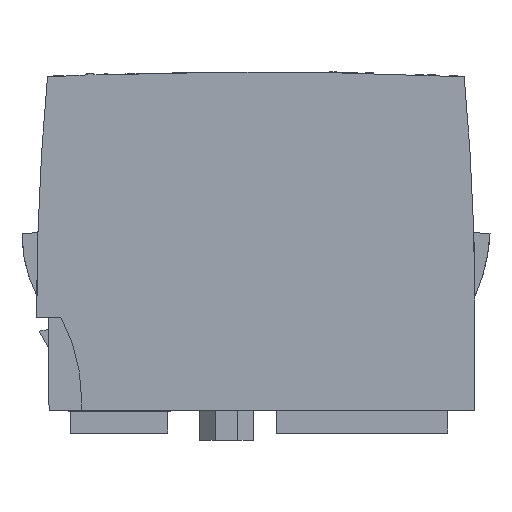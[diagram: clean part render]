
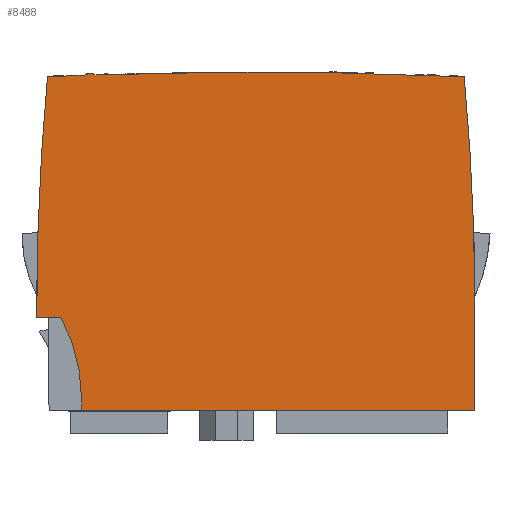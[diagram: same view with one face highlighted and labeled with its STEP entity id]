
A CAD part, left-side view. The second image highlights one B-rep face of the part: STEP entity #8488.
In plain terms, the highlighted planar face has unit normal (-1, 0, 0).
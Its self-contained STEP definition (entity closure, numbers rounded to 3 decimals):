
#7520=CIRCLE('',#30176,750.);
#7537=CIRCLE('',#30213,28.3);
#7542=CIRCLE('',#30224,391.5);
#7543=CIRCLE('',#30226,750.);
#7546=CIRCLE('',#30230,2.3);
#7548=CIRCLE('',#30233,391.5);
#8488=ADVANCED_FACE('',(#10637),#9715,.T.);
#9715=PLANE('',#30236);
#10637=FACE_OUTER_BOUND('',#11891,.T.);
#11891=EDGE_LOOP('',(#13672,#13673,#13674,#13675,#13676,#13677,#13678,#13679,
#13680,#13681,#13682));
#13672=ORIENTED_EDGE('',*,*,#21685,.F.);
#13673=ORIENTED_EDGE('',*,*,#21715,.F.);
#13674=ORIENTED_EDGE('',*,*,#21568,.F.);
#13675=ORIENTED_EDGE('',*,*,#21712,.F.);
#13676=ORIENTED_EDGE('',*,*,#21706,.F.);
#13677=ORIENTED_EDGE('',*,*,#21704,.F.);
#13678=ORIENTED_EDGE('',*,*,#21698,.F.);
#13679=ORIENTED_EDGE('',*,*,#21695,.F.);
#13680=ORIENTED_EDGE('',*,*,#21678,.F.);
#13681=ORIENTED_EDGE('',*,*,#21675,.F.);
#13682=ORIENTED_EDGE('',*,*,#21598,.F.);
#19564=VERTEX_POINT('',#37810);
#19565=VERTEX_POINT('',#37811);
#19593=VERTEX_POINT('',#37869);
#19594=VERTEX_POINT('',#37871);
#19657=VERTEX_POINT('',#38021);
#19659=VERTEX_POINT('',#38027);
#19665=VERTEX_POINT('',#38040);
#19670=VERTEX_POINT('',#38056);
#19673=VERTEX_POINT('',#38066);
#19677=VERTEX_POINT('',#38077);
#19678=VERTEX_POINT('',#38081);
#21568=EDGE_CURVE('',#19564,#19565,#7520,.T.);
#21598=EDGE_CURVE('',#19593,#19594,#24613,.T.);
#21675=EDGE_CURVE('',#19594,#19657,#24681,.T.);
#21678=EDGE_CURVE('',#19657,#19659,#7537,.T.);
#21685=EDGE_CURVE('',#19665,#19593,#24689,.T.);
#21695=EDGE_CURVE('',#19659,#19670,#24697,.T.);
#21698=EDGE_CURVE('',#19670,#19673,#24700,.T.);
#21704=EDGE_CURVE('',#19673,#19677,#7542,.T.);
#21706=EDGE_CURVE('',#19677,#19678,#7543,.T.);
#21712=EDGE_CURVE('',#19678,#19564,#7546,.T.);
#21715=EDGE_CURVE('',#19565,#19665,#7548,.T.);
#24613=LINE('',#37870,#26837);
#24681=LINE('',#38020,#26905);
#24689=LINE('',#38041,#26913);
#24697=LINE('',#38059,#26921);
#24700=LINE('',#38065,#26924);
#26837=VECTOR('',#32070,1.);
#26905=VECTOR('',#32176,1.);
#26913=VECTOR('',#32192,1.);
#26921=VECTOR('',#32210,1.);
#26924=VECTOR('',#32215,1.);
#30176=AXIS2_PLACEMENT_3D('',#37809,#32023,#32024);
#30213=AXIS2_PLACEMENT_3D('',#38026,#32182,#32183);
#30224=AXIS2_PLACEMENT_3D('',#38076,#32225,#32226);
#30226=AXIS2_PLACEMENT_3D('',#38080,#32230,#32231);
#30230=AXIS2_PLACEMENT_3D('',#38092,#32241,#32242);
#30233=AXIS2_PLACEMENT_3D('',#38098,#32248,#32249);
#30236=AXIS2_PLACEMENT_3D('',#38101,#32254,#32255);
#32023=DIRECTION('',(1.,0.,0.));
#32024=DIRECTION('',(0.,0.034,0.999));
#32070=DIRECTION('',(0.,1.,0.));
#32176=DIRECTION('',(0.,0.,1.));
#32182=DIRECTION('',(-1.,0.,0.));
#32183=DIRECTION('',(0.,-0.884,0.467));
#32192=DIRECTION('',(0.,0.,-1.));
#32210=DIRECTION('',(0.,1.,0.));
#32215=DIRECTION('',(0.,0.,1.));
#32225=DIRECTION('',(1.,0.,0.));
#32226=DIRECTION('',(0.,1.,0.));
#32230=DIRECTION('',(1.,0.,0.));
#32231=DIRECTION('',(0.,0.043,0.999));
#32241=DIRECTION('',(1.,0.,0.));
#32242=DIRECTION('',(0.,0.431,0.902));
#32248=DIRECTION('',(1.,0.,0.));
#32249=DIRECTION('',(0.,-0.996,0.09));
#32254=DIRECTION('',(-1.,0.,0.));
#32255=DIRECTION('',(0.,0.,1.));
#37809=CARTESIAN_POINT('',(-10.,2.65,-683.));
#37810=CARTESIAN_POINT('',(-10.,27.918,66.574));
#37811=CARTESIAN_POINT('',(-10.,-30.316,66.275));
#37869=CARTESIAN_POINT('',(-10.,-32.,13.5));
#37870=CARTESIAN_POINT('',(-10.,-32.,13.5));
#37871=CARTESIAN_POINT('',(-10.,30.2,13.5));
#38020=CARTESIAN_POINT('',(-10.,30.2,13.5));
#38021=CARTESIAN_POINT('',(-10.,30.2,15.));
#38026=CARTESIAN_POINT('',(-10.,58.5,15.));
#38027=CARTESIAN_POINT('',(-10.,33.483,28.23));
#38040=CARTESIAN_POINT('',(-10.,-32.,30.));
#38041=CARTESIAN_POINT('',(-10.,-32.,30.));
#38056=CARTESIAN_POINT('',(-10.,37.3,28.23));
#38059=CARTESIAN_POINT('',(-10.,33.483,28.23));
#38065=CARTESIAN_POINT('',(-10.,37.3,28.23));
#38066=CARTESIAN_POINT('',(-10.,37.3,30.));
#38076=CARTESIAN_POINT('',(-10.,-354.2,30.));
#38077=CARTESIAN_POINT('',(-10.,35.616,66.275));
#38080=CARTESIAN_POINT('',(-10.,2.65,-683.));
#38081=CARTESIAN_POINT('',(-10.,29.828,66.507));
#38092=CARTESIAN_POINT('',(-10.,28.8,64.45));
#38098=CARTESIAN_POINT('',(-10.,359.5,30.));
#38101=CARTESIAN_POINT('',(-10.,58.5,15.));
